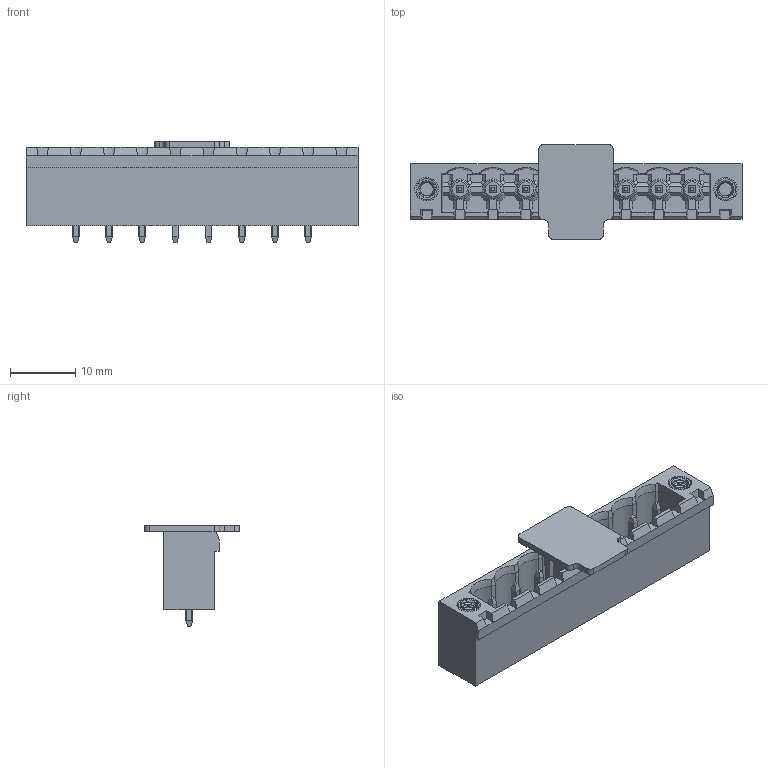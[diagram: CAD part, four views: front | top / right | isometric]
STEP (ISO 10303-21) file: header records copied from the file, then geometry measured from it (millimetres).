
FILE_DESCRIPTION(/* description */ ('Unknown'),/* implementation_level */ '2;1');
FILE_NAME(/* name */ '691701520008B',/* time_stamp */ '2024-01-04T17:24:08+01:00',/* author */ ('Unknown'),/* organization */ ('Unknown'),/* preprocessor_version */ 'ST-DEVELOPER v18.102',/* originating_system */ 'Solid Edge',/* authorisation */ 'Unknown');
FILE_SCHEMA (('AUTOMOTIVE_DESIGN {1 0 10303 214 3 1 1}'));
Length unit declared in the file: millimetre
Products named in the file (5): 6917015200xxB; 691701520008B; 6917015000xxB_Pin; 6917015200xxB_Thread; 6917015000xxB_CAP
Assembly tree (12 placements, depth 2):
  6917015200xxB
    691701520008B
    6917015000xxB_Pin  x8
    6917015200xxB_Thread  x2
    6917015000xxB_CAP
Bounding box: 50.8 x 14.5 x 15.58 mm (x, y, z)
Volume: 2587.1 mm3; surface area: 5427.4 mm2
Topology: 12 solids, 12 shells, 1149 faces, 3136 edges, 2038 vertices
Faces by surface type: plane 847, cylinder 210, cone 62, torus 16, sphere 8, bspline 6
Full cylindrical faces by diameter (mm): 3.18 x2, 3.2 x2
Entity records: 27304 total; most frequent: CARTESIAN_POINT 6903, ORIENTED_EDGE 4278, DIRECTION 3996, EDGE_CURVE 2139, LINE 1648, VECTOR 1648, VERTEX_POINT 1393, AXIS2_PLACEMENT_3D 1174
